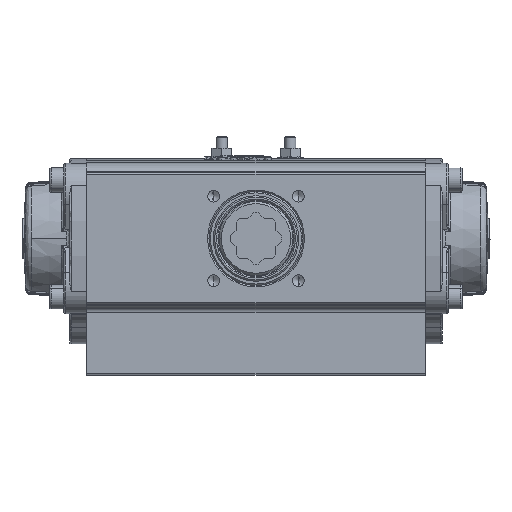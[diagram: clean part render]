
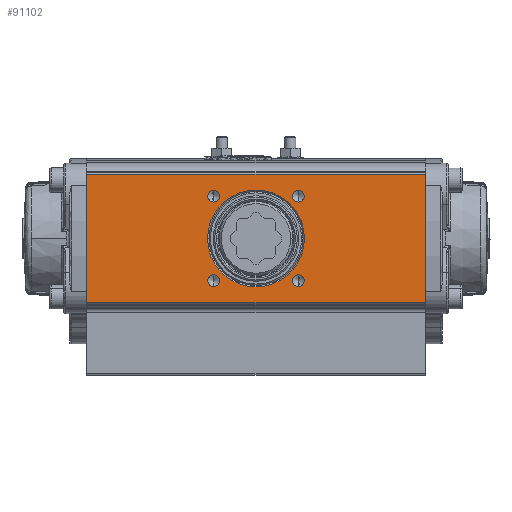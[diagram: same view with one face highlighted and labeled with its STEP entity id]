
A CAD part, front view. The second image highlights one B-rep face of the part: STEP entity #91102.
In plain terms, the highlighted planar face has unit normal (0, -1, 0).
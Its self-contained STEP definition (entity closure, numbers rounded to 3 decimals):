
#312 = CIRCLE ( 'NONE', #18184, 2.065 ) ;
#1204 = LINE ( 'NONE', #43915, #62950 ) ;
#1529 = CARTESIAN_POINT ( 'NONE',  ( -14.526, -46.5, 14.849 ) ) ;
#2399 = EDGE_CURVE ( 'NONE', #118086, #26123, #25179, .T. ) ;
#3631 = FACE_BOUND ( 'NONE', #57087, .T. ) ;
#4661 = EDGE_CURVE ( 'NONE', #64833, #96657, #6704, .T. ) ;
#6704 = CIRCLE ( 'NONE', #134213, 17. ) ;
#7678 = DIRECTION ( 'NONE',  ( 0., 0., -1. ) ) ;
#7991 = DIRECTION ( 'NONE',  ( 0., 1., 0. ) ) ;
#8126 = EDGE_CURVE ( 'NONE', #73480, #116211, #116583, .T. ) ;
#8962 = ORIENTED_EDGE ( 'NONE', *, *, #124407, .T. ) ;
#9828 = CARTESIAN_POINT ( 'NONE',  ( 0.323, -46.5, 0. ) ) ;
#10237 = ORIENTED_EDGE ( 'NONE', *, *, #111195, .T. ) ;
#10799 = LINE ( 'NONE', #137608, #42115 ) ;
#14178 = DIRECTION ( 'NONE',  ( 1., 0., 0. ) ) ;
#16010 = CIRCLE ( 'NONE', #31678, 2.065 ) ;
#17654 = VECTOR ( 'NONE', #7678, 1000. ) ;
#18157 = CARTESIAN_POINT ( 'NONE',  ( -59.077, -46.5, -26.538 ) ) ;
#18184 = AXIS2_PLACEMENT_3D ( 'NONE', #42421, #97021, #96327 ) ;
#18339 = EDGE_CURVE ( 'NONE', #116211, #73480, #55226, .T. ) ;
#18874 = AXIS2_PLACEMENT_3D ( 'NONE', #9828, #95247, #31528 ) ;
#20501 = VERTEX_POINT ( 'NONE', #109586 ) ;
#22297 = DIRECTION ( 'NONE',  ( 1., 0., 0. ) ) ;
#23963 = DIRECTION ( 'NONE',  ( 1., 0., 0. ) ) ;
#24964 = DIRECTION ( 'NONE',  ( 0., 1., 0. ) ) ;
#24982 = CARTESIAN_POINT ( 'NONE',  ( 15.172, -46.5, -16.914 ) ) ;
#25179 = CIRCLE ( 'NONE', #49744, 2.065 ) ;
#26123 = VERTEX_POINT ( 'NONE', #69369 ) ;
#27776 = CARTESIAN_POINT ( 'NONE',  ( -14.526, -46.5, -14.849 ) ) ;
#29364 = AXIS2_PLACEMENT_3D ( 'NONE', #97437, #75703, #65925 ) ;
#31528 = DIRECTION ( 'NONE',  ( 0., 0., 1. ) ) ;
#31678 = AXIS2_PLACEMENT_3D ( 'NONE', #27776, #71138, #135654 ) ;
#34421 = DIRECTION ( 'NONE',  ( 0., 0., -1. ) ) ;
#34459 = FACE_BOUND ( 'NONE', #99507, .T. ) ;
#36527 = FACE_BOUND ( 'NONE', #97334, .T. ) ;
#37878 = ORIENTED_EDGE ( 'NONE', *, *, #119889, .T. ) ;
#42115 = VECTOR ( 'NONE', #127804, 1000. ) ;
#42421 = CARTESIAN_POINT ( 'NONE',  ( -14.526, -46.5, 14.849 ) ) ;
#43915 = CARTESIAN_POINT ( 'NONE',  ( 59.723, -46.5, -27.213 ) ) ;
#44247 = DIRECTION ( 'NONE',  ( 0., 1., 0. ) ) ;
#46329 = ORIENTED_EDGE ( 'NONE', *, *, #69591, .T. ) ;
#46365 = CARTESIAN_POINT ( 'NONE',  ( 0.323, -46.5, -23. ) ) ;
#46685 = DIRECTION ( 'NONE',  ( 0., 0., -1. ) ) ;
#47764 = LINE ( 'NONE', #120680, #84288 ) ;
#49237 = ORIENTED_EDGE ( 'NONE', *, *, #93871, .T. ) ;
#49744 = AXIS2_PLACEMENT_3D ( 'NONE', #89361, #24964, #46685 ) ;
#50362 = ORIENTED_EDGE ( 'NONE', *, *, #85024, .T. ) ;
#50677 = DIRECTION ( 'NONE',  ( 0., 0., 1. ) ) ;
#54238 = CARTESIAN_POINT ( 'NONE',  ( 0.323, -46.5, -17. ) ) ;
#55226 = CIRCLE ( 'NONE', #86509, 2.065 ) ;
#57087 = EDGE_LOOP ( 'NONE', ( #46329, #8962 ) ) ;
#58318 = CIRCLE ( 'NONE', #103111, 2.065 ) ;
#59570 = AXIS2_PLACEMENT_3D ( 'NONE', #46365, #119947, #23963 ) ;
#60201 = CARTESIAN_POINT ( 'NONE',  ( 59.723, -46.5, 22.5 ) ) ;
#61585 = DIRECTION ( 'NONE',  ( 0., 0., -1. ) ) ;
#62019 = EDGE_CURVE ( 'NONE', #71878, #76865, #47764, .T. ) ;
#62276 = DIRECTION ( 'NONE',  ( 0., 1., 0. ) ) ;
#62950 = VECTOR ( 'NONE', #76085, 1000. ) ;
#63675 = ORIENTED_EDGE ( 'NONE', *, *, #8126, .T. ) ;
#64833 = VERTEX_POINT ( 'NONE', #127105 ) ;
#65925 = DIRECTION ( 'NONE',  ( 1., 0., 0. ) ) ;
#68970 = CIRCLE ( 'NONE', #111491, 2.065 ) ;
#69369 = CARTESIAN_POINT ( 'NONE',  ( -14.526, -46.5, -12.784 ) ) ;
#69591 = EDGE_CURVE ( 'NONE', #123305, #108696, #58318, .T. ) ;
#69686 = VERTEX_POINT ( 'NONE', #83955 ) ;
#71138 = DIRECTION ( 'NONE',  ( 0., 1., 0. ) ) ;
#71878 = VERTEX_POINT ( 'NONE', #138563 ) ;
#73435 = CARTESIAN_POINT ( 'NONE',  ( -59.077, -46.5, 22.5 ) ) ;
#73480 = VERTEX_POINT ( 'NONE', #94797 ) ;
#74335 = DIRECTION ( 'NONE',  ( 0., 0., -1. ) ) ;
#75703 = DIRECTION ( 'NONE',  ( 0., 1., 0. ) ) ;
#76085 = DIRECTION ( 'NONE',  ( 0., 0., 1. ) ) ;
#76865 = VERTEX_POINT ( 'NONE', #105981 ) ;
#78133 = EDGE_CURVE ( 'NONE', #137401, #81593, #10799, .T. ) ;
#78230 = ORIENTED_EDGE ( 'NONE', *, *, #4661, .T. ) ;
#81593 = VERTEX_POINT ( 'NONE', #73435 ) ;
#83955 = CARTESIAN_POINT ( 'NONE',  ( -14.526, -46.5, 12.784 ) ) ;
#84288 = VECTOR ( 'NONE', #14178, 1000. ) ;
#84637 = LINE ( 'NONE', #18157, #17654 ) ;
#85024 = EDGE_CURVE ( 'NONE', #26123, #118086, #16010, .T. ) ;
#85192 = EDGE_CURVE ( 'NONE', #20501, #69686, #312, .T. ) ;
#85315 = CARTESIAN_POINT ( 'NONE',  ( 15.172, -46.5, 14.849 ) ) ;
#86509 = AXIS2_PLACEMENT_3D ( 'NONE', #85315, #118279, #22297 ) ;
#87162 = ORIENTED_EDGE ( 'NONE', *, *, #18339, .T. ) ;
#89047 = FACE_BOUND ( 'NONE', #106988, .T. ) ;
#89361 = CARTESIAN_POINT ( 'NONE',  ( -14.526, -46.5, -14.849 ) ) ;
#89425 = CARTESIAN_POINT ( 'NONE',  ( -14.526, -46.5, -16.914 ) ) ;
#91102 = ADVANCED_FACE ( 'NONE', ( #119251, #89047, #34459, #36527, #3631, #121332 ), #108017, .T. ) ;
#91815 = ORIENTED_EDGE ( 'NONE', *, *, #99912, .T. ) ;
#92624 = CIRCLE ( 'NONE', #18874, 17. ) ;
#93871 = EDGE_CURVE ( 'NONE', #69686, #20501, #68970, .T. ) ;
#94797 = CARTESIAN_POINT ( 'NONE',  ( 13.107, -46.5, 14.849 ) ) ;
#95247 = DIRECTION ( 'NONE',  ( 0., 1., 0. ) ) ;
#96062 = DIRECTION ( 'NONE',  ( 0., 1., 0. ) ) ;
#96327 = DIRECTION ( 'NONE',  ( 0., 0., -1. ) ) ;
#96657 = VERTEX_POINT ( 'NONE', #54238 ) ;
#97021 = DIRECTION ( 'NONE',  ( 0., 1., 0. ) ) ;
#97334 = EDGE_LOOP ( 'NONE', ( #87162, #63675 ) ) ;
#97437 = CARTESIAN_POINT ( 'NONE',  ( 15.172, -46.5, 14.849 ) ) ;
#98286 = ORIENTED_EDGE ( 'NONE', *, *, #62019, .T. ) ;
#99507 = EDGE_LOOP ( 'NONE', ( #49237, #124246 ) ) ;
#99912 = EDGE_CURVE ( 'NONE', #76865, #137401, #1204, .T. ) ;
#103111 = AXIS2_PLACEMENT_3D ( 'NONE', #112109, #62276, #61585 ) ;
#105981 = CARTESIAN_POINT ( 'NONE',  ( 59.723, -46.5, -22.5 ) ) ;
#106988 = EDGE_LOOP ( 'NONE', ( #78230, #10237 ) ) ;
#108017 = PLANE ( 'NONE',  #59570 ) ;
#108696 = VERTEX_POINT ( 'NONE', #123513 ) ;
#109586 = CARTESIAN_POINT ( 'NONE',  ( -14.526, -46.5, 16.914 ) ) ;
#110957 = ORIENTED_EDGE ( 'NONE', *, *, #78133, .T. ) ;
#111195 = EDGE_CURVE ( 'NONE', #96657, #64833, #92624, .T. ) ;
#111491 = AXIS2_PLACEMENT_3D ( 'NONE', #1529, #44247, #34421 ) ;
#112109 = CARTESIAN_POINT ( 'NONE',  ( 15.172, -46.5, -14.849 ) ) ;
#115682 = ORIENTED_EDGE ( 'NONE', *, *, #2399, .T. ) ;
#116211 = VERTEX_POINT ( 'NONE', #122005 ) ;
#116583 = CIRCLE ( 'NONE', #29364, 2.065 ) ;
#118086 = VERTEX_POINT ( 'NONE', #89425 ) ;
#118279 = DIRECTION ( 'NONE',  ( 0., 1., 0. ) ) ;
#119251 = FACE_OUTER_BOUND ( 'NONE', #123942, .T. ) ;
#119845 = AXIS2_PLACEMENT_3D ( 'NONE', #128344, #96062, #74335 ) ;
#119889 = EDGE_CURVE ( 'NONE', #81593, #71878, #84637, .T. ) ;
#119947 = DIRECTION ( 'NONE',  ( 0., -1., 0. ) ) ;
#120680 = CARTESIAN_POINT ( 'NONE',  ( 0.323, -46.5, -22.5 ) ) ;
#121332 = FACE_BOUND ( 'NONE', #121843, .T. ) ;
#121843 = EDGE_LOOP ( 'NONE', ( #115682, #50362 ) ) ;
#122005 = CARTESIAN_POINT ( 'NONE',  ( 17.237, -46.5, 14.849 ) ) ;
#122032 = CIRCLE ( 'NONE', #119845, 2.065 ) ;
#123305 = VERTEX_POINT ( 'NONE', #24982 ) ;
#123513 = CARTESIAN_POINT ( 'NONE',  ( 15.172, -46.5, -12.784 ) ) ;
#123942 = EDGE_LOOP ( 'NONE', ( #98286, #91815, #110957, #37878 ) ) ;
#124246 = ORIENTED_EDGE ( 'NONE', *, *, #85192, .T. ) ;
#124407 = EDGE_CURVE ( 'NONE', #108696, #123305, #122032, .T. ) ;
#126367 = CARTESIAN_POINT ( 'NONE',  ( 0.323, -46.5, 0. ) ) ;
#127105 = CARTESIAN_POINT ( 'NONE',  ( 0.323, -46.5, 17. ) ) ;
#127804 = DIRECTION ( 'NONE',  ( -1., 0., 0. ) ) ;
#128344 = CARTESIAN_POINT ( 'NONE',  ( 15.172, -46.5, -14.849 ) ) ;
#134213 = AXIS2_PLACEMENT_3D ( 'NONE', #126367, #7991, #50677 ) ;
#135654 = DIRECTION ( 'NONE',  ( 0., 0., -1. ) ) ;
#137401 = VERTEX_POINT ( 'NONE', #60201 ) ;
#137608 = CARTESIAN_POINT ( 'NONE',  ( 0.323, -46.5, 22.5 ) ) ;
#138563 = CARTESIAN_POINT ( 'NONE',  ( -59.077, -46.5, -22.5 ) ) ;
